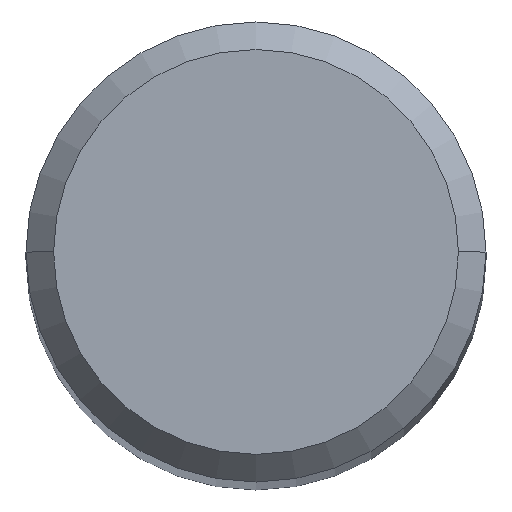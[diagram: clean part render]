
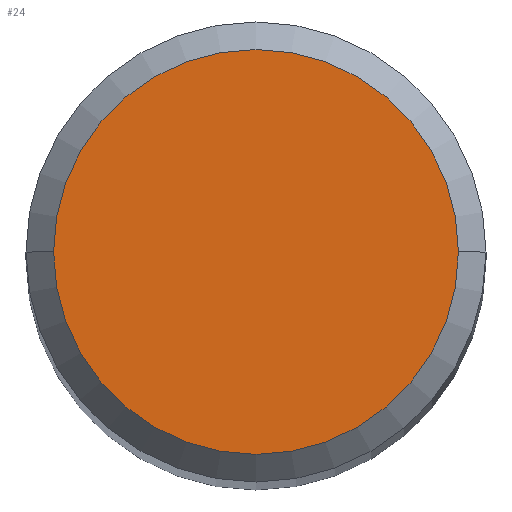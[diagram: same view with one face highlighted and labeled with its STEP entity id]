
A CAD part, top view. The second image highlights one B-rep face of the part: STEP entity #24.
In plain terms, the highlighted planar face has unit normal (0, 0, 1).
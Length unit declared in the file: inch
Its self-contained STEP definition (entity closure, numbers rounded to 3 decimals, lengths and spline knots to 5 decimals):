
#1 = DIRECTION ( 'NONE',  ( 0., 0., 1. ) ) ;
#16 = CARTESIAN_POINT ( 'NONE',  ( 0., 0., 2.5 ) ) ;
#24 = ADVANCED_FACE ( 'NONE', ( #120 ), #51, .T. ) ;
#26 = ORIENTED_EDGE ( 'NONE', *, *, #117, .T. ) ;
#32 = CARTESIAN_POINT ( 'NONE',  ( 0., 0., 2.5 ) ) ;
#45 = AXIS2_PLACEMENT_3D ( 'NONE', #50, #166, #113 ) ;
#50 = CARTESIAN_POINT ( 'NONE',  ( 0., 0., 2.5 ) ) ;
#51 = PLANE ( 'NONE',  #133 ) ;
#82 = EDGE_CURVE ( 'NONE', #150, #176, #193, .T. ) ;
#84 = CARTESIAN_POINT ( 'NONE',  ( 0.11, 0., 2.5 ) ) ;
#91 = EDGE_LOOP ( 'NONE', ( #26, #135 ) ) ;
#113 = DIRECTION ( 'NONE',  ( 1., 0., 0. ) ) ;
#117 = EDGE_CURVE ( 'NONE', #176, #150, #189, .T. ) ;
#120 = FACE_OUTER_BOUND ( 'NONE', #91, .T. ) ;
#125 = DIRECTION ( 'NONE',  ( 1., 0., 0. ) ) ;
#133 = AXIS2_PLACEMENT_3D ( 'NONE', #32, #1, #125 ) ;
#135 = ORIENTED_EDGE ( 'NONE', *, *, #82, .T. ) ;
#150 = VERTEX_POINT ( 'NONE', #84 ) ;
#157 = CARTESIAN_POINT ( 'NONE',  ( -0.11, 0., 2.5 ) ) ;
#166 = DIRECTION ( 'NONE',  ( 0., 0., 1. ) ) ;
#167 = DIRECTION ( 'NONE',  ( 1., 0., 0. ) ) ;
#176 = VERTEX_POINT ( 'NONE', #157 ) ;
#179 = AXIS2_PLACEMENT_3D ( 'NONE', #16, #184, #167 ) ;
#184 = DIRECTION ( 'NONE',  ( 0., 0., 1. ) ) ;
#189 = CIRCLE ( 'NONE', #179, 0.11 ) ;
#193 = CIRCLE ( 'NONE', #45, 0.11 ) ;
